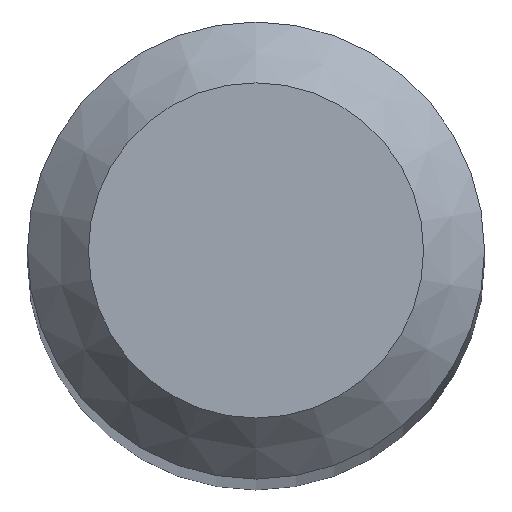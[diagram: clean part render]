
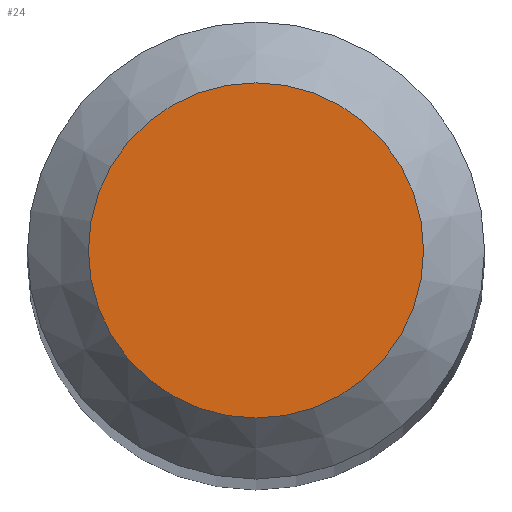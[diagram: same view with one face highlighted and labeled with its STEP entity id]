
A CAD part, top view. The second image highlights one B-rep face of the part: STEP entity #24.
In plain terms, the highlighted planar face has unit normal (0, 0, 1).
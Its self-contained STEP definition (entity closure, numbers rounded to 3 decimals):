
#7 = DIRECTION ( 'NONE',  ( 0., 1., 0. ) ) ;
#24 = ADVANCED_FACE ( 'NONE', ( #46 ), #182, .F. ) ;
#33 = DIRECTION ( 'NONE',  ( 0., 0., -1. ) ) ;
#35 = CARTESIAN_POINT ( 'NONE',  ( 0., 0., 30. ) ) ;
#46 = FACE_OUTER_BOUND ( 'NONE', #65, .T. ) ;
#65 = EDGE_LOOP ( 'NONE', ( #116 ) ) ;
#94 = AXIS2_PLACEMENT_3D ( 'NONE', #35, #33, #104 ) ;
#98 = CARTESIAN_POINT ( 'NONE',  ( 0., 0., 30. ) ) ;
#104 = DIRECTION ( 'NONE',  ( 0., 1., 0. ) ) ;
#115 = EDGE_CURVE ( 'NONE', #167, #167, #145, .T. ) ;
#116 = ORIENTED_EDGE ( 'NONE', *, *, #115, .F. ) ;
#137 = AXIS2_PLACEMENT_3D ( 'NONE', #98, #164, #7 ) ;
#145 = CIRCLE ( 'NONE', #94, 0.55 ) ;
#164 = DIRECTION ( 'NONE',  ( 0., 0., -1. ) ) ;
#167 = VERTEX_POINT ( 'NONE', #188 ) ;
#182 = PLANE ( 'NONE',  #137 ) ;
#188 = CARTESIAN_POINT ( 'NONE',  ( 0., 0.55, 30. ) ) ;
